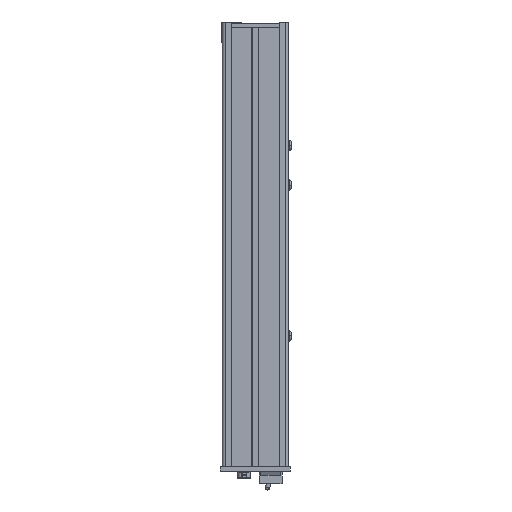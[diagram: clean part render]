
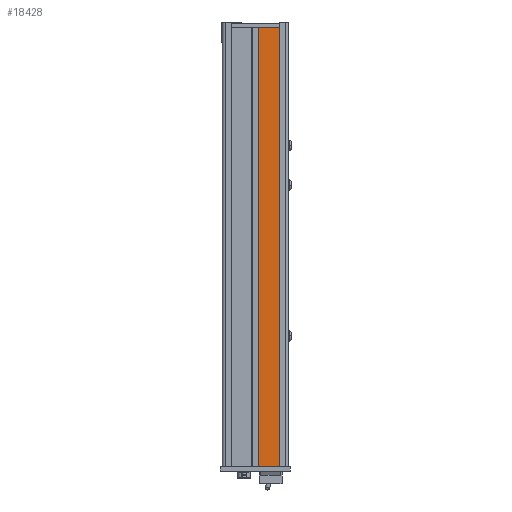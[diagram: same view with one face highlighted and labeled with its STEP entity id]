
A CAD part, front view. The second image highlights one B-rep face of the part: STEP entity #18428.
In plain terms, the highlighted planar face has unit normal (0, -1, 0).
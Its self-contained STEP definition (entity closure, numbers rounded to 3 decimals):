
#10837 = CARTESIAN_POINT ( 'NONE',  ( -50.412, -93.831, -295.677 ) ) ;
#10838 = CARTESIAN_POINT ( 'NONE',  ( -68.112, -93.831, -574.977 ) ) ;
#10839 = CARTESIAN_POINT ( 'NONE',  ( -68.112, -93.831, -295.677 ) ) ;
#10844 = CARTESIAN_POINT ( 'NONE',  ( -50.412, -93.831, -574.977 ) ) ;
#17448 = CARTESIAN_POINT ( 'NONE',  ( -68.112, -93.831, -574.977 ) ) ;
#17466 = DIRECTION ( 'NONE',  ( 0., 0., 1. ) ) ;
#17467 = CARTESIAN_POINT ( 'NONE',  ( -50.412, -93.831, -574.977 ) ) ;
#17469 = CARTESIAN_POINT ( 'NONE',  ( -50.412, -93.831, -295.677 ) ) ;
#17471 = DIRECTION ( 'NONE',  ( 1., 0., 0. ) ) ;
#17473 = CARTESIAN_POINT ( 'NONE',  ( -50.412, -93.831, -574.977 ) ) ;
#17474 = DIRECTION ( 'NONE',  ( 1., 0., 0. ) ) ;
#17478 = DIRECTION ( 'NONE',  ( 0., 0., 1. ) ) ;
#17640 = LINE ( 'NONE', #17448, #17657 ) ;
#17657 = VECTOR ( 'NONE', #17466, 1000. ) ;
#17658 = LINE ( 'NONE', #17469, #17661 ) ;
#17660 = LINE ( 'NONE', #17467, #17669 ) ;
#17661 = VECTOR ( 'NONE', #17471, 1000. ) ;
#17662 = LINE ( 'NONE', #17473, #17665 ) ;
#17665 = VECTOR ( 'NONE', #17474, 1000. ) ;
#17669 = VECTOR ( 'NONE', #17478, 1000. ) ;
#18428 = ADVANCED_FACE ( 'NONE', ( #39986 ), #39137, .T. ) ;
#24871 = ORIENTED_EDGE ( 'NONE', *, *, #30607, .F. ) ;
#24872 = ORIENTED_EDGE ( 'NONE', *, *, #30605, .F. ) ;
#24873 = ORIENTED_EDGE ( 'NONE', *, *, #30609, .T. ) ;
#24874 = ORIENTED_EDGE ( 'NONE', *, *, #30611, .T. ) ;
#24991 = VERTEX_POINT ( 'NONE', #10837 ) ;
#24992 = VERTEX_POINT ( 'NONE', #10838 ) ;
#24993 = VERTEX_POINT ( 'NONE', #10839 ) ;
#24998 = VERTEX_POINT ( 'NONE', #10844 ) ;
#28397 = EDGE_LOOP ( 'NONE', ( #24871, #24872, #24873, #24874 ) ) ;
#30605 = EDGE_CURVE ( 'NONE', #24992, #24993, #17640, .T. ) ;
#30607 = EDGE_CURVE ( 'NONE', #24993, #24991, #17658, .T. ) ;
#30609 = EDGE_CURVE ( 'NONE', #24992, #24998, #17662, .T. ) ;
#30611 = EDGE_CURVE ( 'NONE', #24998, #24991, #17660, .T. ) ;
#35809 = AXIS2_PLACEMENT_3D ( 'NONE', #39156, #39157, #39158 ) ;
#39137 = PLANE ( 'NONE',  #35809 ) ;
#39156 = CARTESIAN_POINT ( 'NONE',  ( -50.412, -93.831, -574.977 ) ) ;
#39157 = DIRECTION ( 'NONE',  ( 0., -1., 0. ) ) ;
#39158 = DIRECTION ( 'NONE',  ( 0., 0., 1. ) ) ;
#39986 = FACE_OUTER_BOUND ( 'NONE', #28397, .T. ) ;
